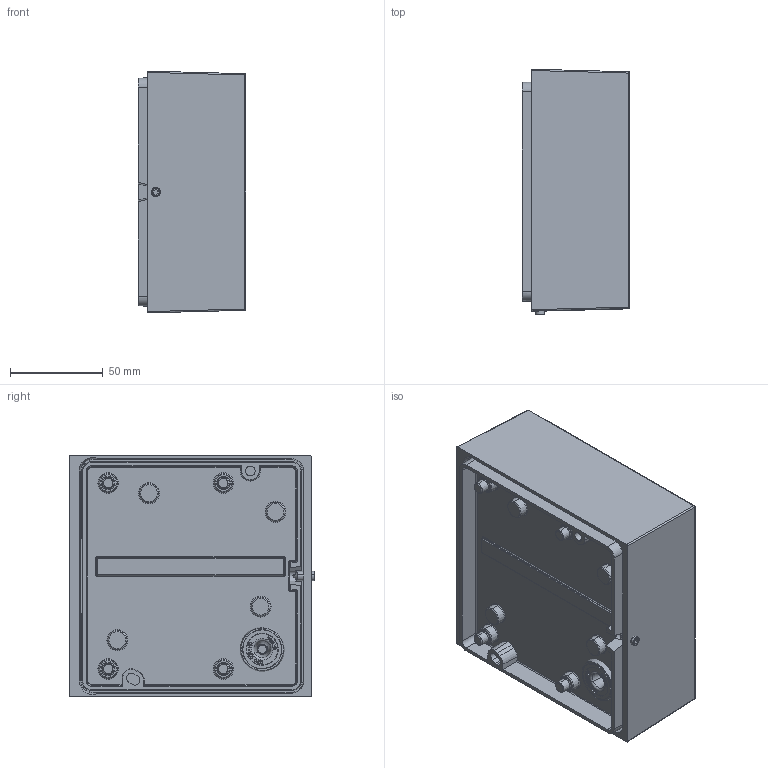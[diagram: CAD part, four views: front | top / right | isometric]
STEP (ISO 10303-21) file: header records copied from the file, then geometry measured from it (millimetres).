
FILE_DESCRIPTION (( 'STEP AP203' ), '1' );
FILE_NAME ('Hitra ceiling.STEP', '2025-10-22T09:01:47', ( '' ), ( '' ), 'SwSTEP 2.0', 'SolidWorks 2024', '' );
FILE_SCHEMA (( 'CONFIG_CONTROL_DESIGN' ));
Length unit declared in the file: millimetre
Products named in the file (12): M3x_rs_x05_rs; M176W5_Bl zasilacza kpl_rs_M176W9 (KGP - CC15W500-700CG Triac)_rs; M176_Obudowa W5 klejenie_rs; M176W5_Szybka_rs_M176W5_rs; Wkr docisk b łba M5x_rs_M5 x 12; M176_Obudowa W5_rs_M176W5_Obr_rs; M94_ASKER_USZCZELKA W1 PRZEWODU_rs_w12; M176_Podstawa W5 kpl_rs_M176W9 (KGP - CC15W500-700CG Triac)_rs; M176_Obudowa W5 kpl_rs_M176W7_(Niviss DK210704)_rs; Hitra ceiling; M4x_rs_M4x06; M176_Podstawa W5_rs_M176W3_Obr
Assembly tree (13 placements, depth 4):
  Hitra ceiling
    M176_Podstawa W5 kpl_rs_M176W9 (KGP - CC15W500-700CG Triac)_rs
      M176_Podstawa W5_rs_M176W3_Obr
      M94_ASKER_USZCZELKA W1 PRZEWODU_rs_w12
      M176W5_Bl zasilacza kpl_rs_M176W9 (KGP - CC15W500-700CG Triac)_rs
        M3x_rs_x05_rs
    M176_Obudowa W5 kpl_rs_M176W7_(Niviss DK210704)_rs
      M176_Obudowa W5 klejenie_rs
        M176_Obudowa W5_rs_M176W5_Obr_rs
        M176W5_Szybka_rs_M176W5_rs
      M4x_rs_M4x06  x3
      Wkr docisk b łba M5x_rs_M5 x 12
Bounding box: 58 x 131.94 x 130 mm (x, y, z)
Volume: 365350.3 mm3; surface area: 162148.4 mm2
Topology: 12 solids, 12 shells, 1205 faces, 2956 edges, 1838 vertices
Faces by surface type: plane 439, cone 214, cylinder 195, torus 180, bspline 141, sphere 36
Entity records: 40102 total; most frequent: CARTESIAN_POINT 12550, ORIENTED_EDGE 5536, DIRECTION 5448, EDGE_CURVE 2768, AXIS2_PLACEMENT_3D 2094, VERTEX_POINT 1736, LINE 1260, VECTOR 1260
